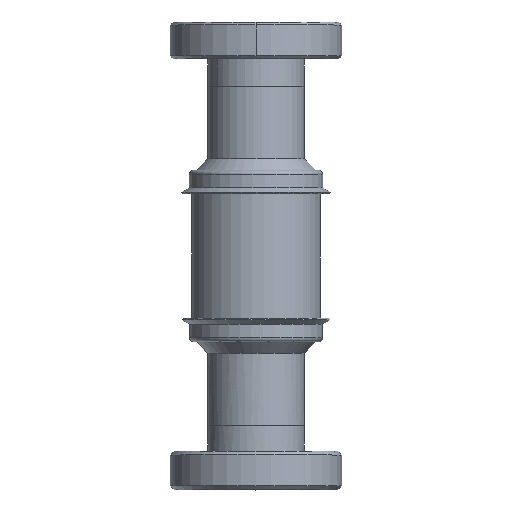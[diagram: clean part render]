
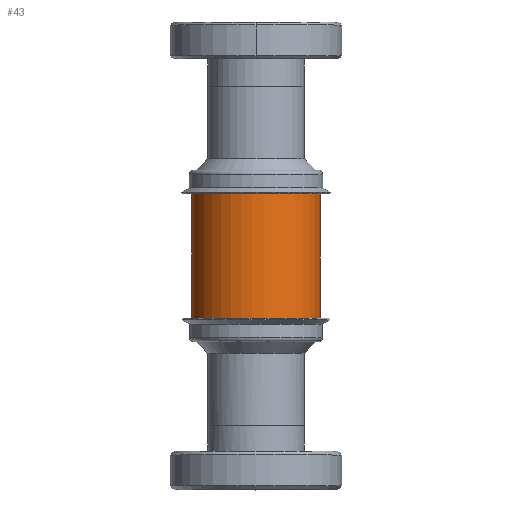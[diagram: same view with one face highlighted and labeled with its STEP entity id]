
A CAD part, top view. The second image highlights one B-rep face of the part: STEP entity #43.
In plain terms, the highlighted cylindrical face has radius 12.7 mm (diameter 25.4 mm), a partial arc.
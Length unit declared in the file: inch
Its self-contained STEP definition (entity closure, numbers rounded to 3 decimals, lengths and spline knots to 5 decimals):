
#43 = ADVANCED_FACE ( 'NONE', ( #964 ), #3423, .T. ) ;
#137 = AXIS2_PLACEMENT_3D ( 'NONE', #2897, #3198, #3429 ) ;
#235 = VERTEX_POINT ( 'NONE', #512 ) ;
#291 = DIRECTION ( 'NONE',  ( 0., -1., 0. ) ) ;
#512 = CARTESIAN_POINT ( 'NONE',  ( 0.49639, 1.33253, -0.05993 ) ) ;
#548 = CARTESIAN_POINT ( 'NONE',  ( 0., 1.33253, 0. ) ) ;
#631 = AXIS2_PLACEMENT_3D ( 'NONE', #548, #2201, #790 ) ;
#678 = CARTESIAN_POINT ( 'NONE',  ( 0., -0.13697, 0. ) ) ;
#730 = ORIENTED_EDGE ( 'NONE', *, *, #2438, .F. ) ;
#769 = VECTOR ( 'NONE', #291, 39.37008 ) ;
#790 = DIRECTION ( 'NONE',  ( -1., 0., 0. ) ) ;
#964 = FACE_OUTER_BOUND ( 'NONE', #3488, .T. ) ;
#1074 = LINE ( 'NONE', #2733, #2261 ) ;
#1277 = AXIS2_PLACEMENT_3D ( 'NONE', #678, #2054, #2023 ) ;
#1635 = VERTEX_POINT ( 'NONE', #3053 ) ;
#1670 = DIRECTION ( 'NONE',  ( 0., -1., 0. ) ) ;
#1744 = ORIENTED_EDGE ( 'NONE', *, *, #2340, .T. ) ;
#1787 = CIRCLE ( 'NONE', #137, 0.5 ) ;
#1879 = ORIENTED_EDGE ( 'NONE', *, *, #3511, .T. ) ;
#1923 = LINE ( 'NONE', #3023, #769 ) ;
#2023 = DIRECTION ( 'NONE',  ( 0.993, 0., -0.12 ) ) ;
#2054 = DIRECTION ( 'NONE',  ( 0., -1., 0. ) ) ;
#2176 = CIRCLE ( 'NONE', #631, 0.5 ) ;
#2201 = DIRECTION ( 'NONE',  ( 0., 1., 0. ) ) ;
#2223 = EDGE_CURVE ( 'NONE', #2343, #2855, #1787, .T. ) ;
#2261 = VECTOR ( 'NONE', #1670, 39.37008 ) ;
#2325 = ORIENTED_EDGE ( 'NONE', *, *, #2223, .F. ) ;
#2340 = EDGE_CURVE ( 'NONE', #2343, #1635, #1074, .T. ) ;
#2343 = VERTEX_POINT ( 'NONE', #2715 ) ;
#2349 = CARTESIAN_POINT ( 'NONE',  ( 0.49639, 2.29747, -0.05993 ) ) ;
#2438 = EDGE_CURVE ( 'NONE', #2855, #235, #1923, .T. ) ;
#2715 = CARTESIAN_POINT ( 'NONE',  ( -0.49639, 2.29747, 0.05993 ) ) ;
#2733 = CARTESIAN_POINT ( 'NONE',  ( -0.49639, -0.13697, 0.05993 ) ) ;
#2855 = VERTEX_POINT ( 'NONE', #2349 ) ;
#2897 = CARTESIAN_POINT ( 'NONE',  ( 0., 2.29747, 0. ) ) ;
#3023 = CARTESIAN_POINT ( 'NONE',  ( 0.49639, -0.13697, -0.05993 ) ) ;
#3053 = CARTESIAN_POINT ( 'NONE',  ( -0.49639, 1.33253, 0.05993 ) ) ;
#3198 = DIRECTION ( 'NONE',  ( 0., 1., 0. ) ) ;
#3423 = CYLINDRICAL_SURFACE ( 'NONE', #1277, 0.5 ) ;
#3429 = DIRECTION ( 'NONE',  ( 1., 0., 0. ) ) ;
#3488 = EDGE_LOOP ( 'NONE', ( #2325, #1744, #1879, #730 ) ) ;
#3511 = EDGE_CURVE ( 'NONE', #1635, #235, #2176, .T. ) ;
